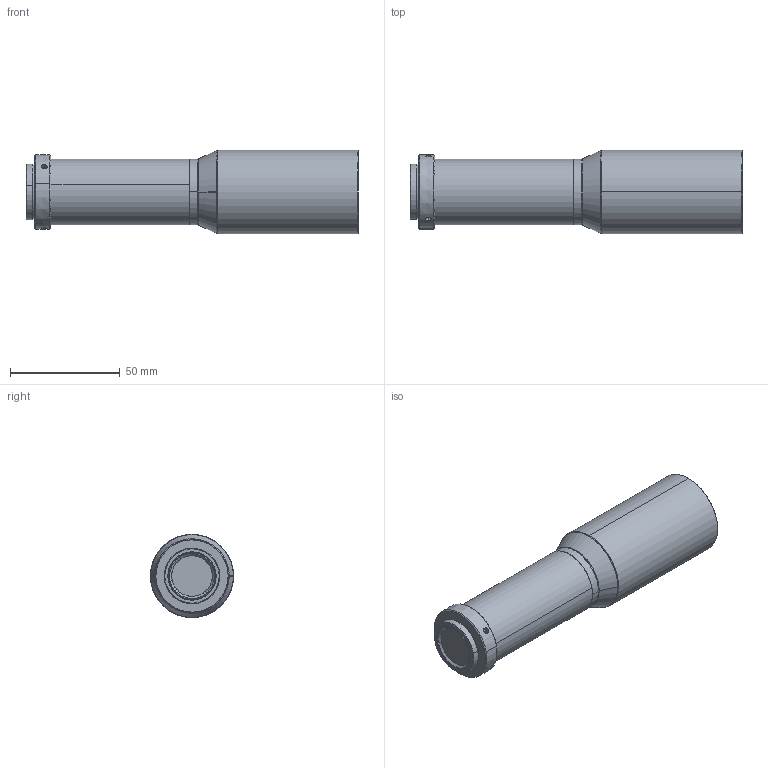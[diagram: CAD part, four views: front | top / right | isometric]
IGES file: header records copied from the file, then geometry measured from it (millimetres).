
Start section: SolidWorks IGES file using analytic representation for surfaces
Global section: file name: WH03-380A-110.IGS,15HSolidWorks; native system: 2017; preprocessor: SolidWorks 2017; author: luosh; date: 190307.113430; units: millimetre
Bounding box: 151.59 x 38 x 38 mm (x, y, z)
Surface area: 18792.8 mm2 (no closed solid volume)
Topology: 0 solids, 0 shells, 56 faces, 1296 edges, 1294 vertices
Faces by surface type: revolution 43, bspline 13
